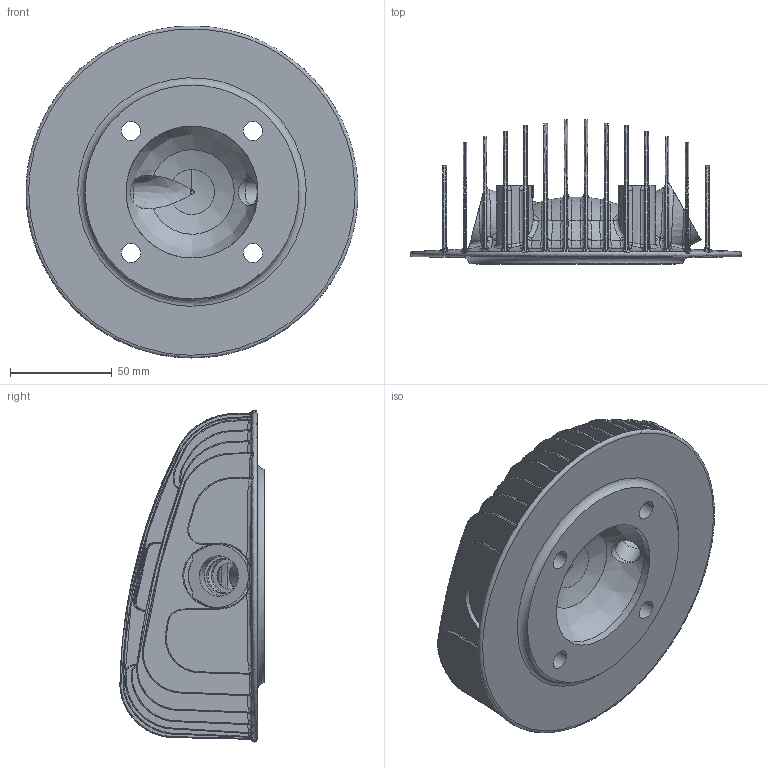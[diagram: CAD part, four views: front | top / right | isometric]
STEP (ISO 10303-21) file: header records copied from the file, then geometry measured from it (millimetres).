
FILE_DESCRIPTION(('FreeCAD Model'),'2;1');
FILE_NAME('Open CASCADE Shape Model','2025-05-07T16:06:19',('FreeCAD'),( 'FreeCAD'),'Open CASCADE STEP processor 7.6','FreeCAD','Unknown');
FILE_SCHEMA(('AUTOMOTIVE_DESIGN { 1 0 10303 214 1 1 1 1 }'));
Products named in the file (1): Open CASCADE STEP translator 7.6 1
Bounding box: 163.44 x 71.01 x 163.44 mm (x, y, z)
Volume: 301383.5 mm3; surface area: 191027.6 mm2
Topology: 1 solids, 1 shells, 1103 faces, 3161 edges, 2374 vertices
Faces by surface type: bspline 1103
Entity records: 57188 total; most frequent: CARTESIAN_POINT 40566, ORIENTED_EDGE 5596, EDGE_CURVE 2798, B_SPLINE_CURVE_WITH_KNOTS 1952, VERTEX_POINT 1697, FACE_BOUND 1119, EDGE_LOOP 1119, ADVANCED_FACE 1103
